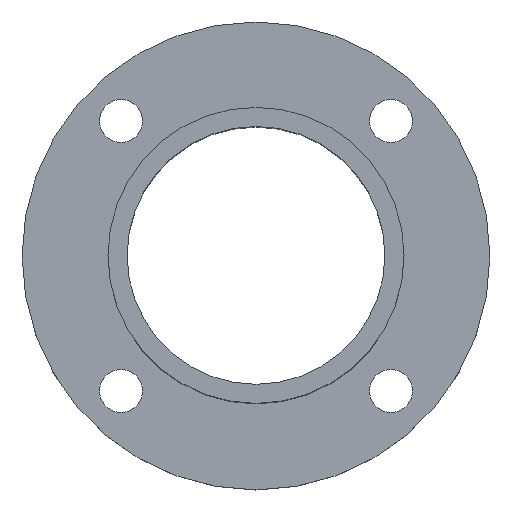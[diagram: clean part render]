
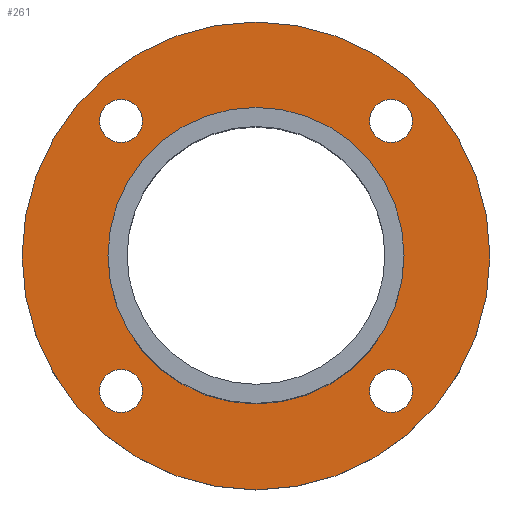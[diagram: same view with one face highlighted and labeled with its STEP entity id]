
A CAD part, top view. The second image highlights one B-rep face of the part: STEP entity #261.
In plain terms, the highlighted planar face has unit normal (0, 0, 1).
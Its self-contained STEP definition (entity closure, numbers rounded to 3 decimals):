
#8 = DIRECTION ( 'NONE',  ( 0., 0., 1. ) ) ;
#14 = VERTEX_POINT ( 'NONE', #404 ) ;
#17 = CARTESIAN_POINT ( 'NONE',  ( 0., 0., -27. ) ) ;
#25 = DIRECTION ( 'NONE',  ( 0., 0., 1. ) ) ;
#27 = FACE_BOUND ( 'NONE', #884, .T. ) ;
#32 = ORIENTED_EDGE ( 'NONE', *, *, #846, .F. ) ;
#37 = EDGE_CURVE ( 'NONE', #14, #69, #480, .T. ) ;
#39 = VERTEX_POINT ( 'NONE', #863 ) ;
#45 = CARTESIAN_POINT ( 'NONE',  ( -23.784, -28.284, -27. ) ) ;
#53 = VERTEX_POINT ( 'NONE', #785 ) ;
#54 = AXIS2_PLACEMENT_3D ( 'NONE', #316, #376, #111 ) ;
#56 = CIRCLE ( 'NONE', #457, 31. ) ;
#67 = CIRCLE ( 'NONE', #383, 4.5 ) ;
#69 = VERTEX_POINT ( 'NONE', #227 ) ;
#97 = DIRECTION ( 'NONE',  ( 0., 0., 1. ) ) ;
#109 = ORIENTED_EDGE ( 'NONE', *, *, #696, .F. ) ;
#111 = DIRECTION ( 'NONE',  ( 1., 0., 0. ) ) ;
#112 = AXIS2_PLACEMENT_3D ( 'NONE', #788, #697, #225 ) ;
#117 = CARTESIAN_POINT ( 'NONE',  ( -28.284, -28.284, -27. ) ) ;
#137 = EDGE_CURVE ( 'NONE', #53, #380, #879, .T. ) ;
#142 = CIRCLE ( 'NONE', #529, 4.5 ) ;
#144 = DIRECTION ( 'NONE',  ( 1., 0., 0. ) ) ;
#151 = EDGE_LOOP ( 'NONE', ( #109, #337 ) ) ;
#157 = CARTESIAN_POINT ( 'NONE',  ( -32.784, 28.284, -27. ) ) ;
#163 = VERTEX_POINT ( 'NONE', #157 ) ;
#176 = FACE_BOUND ( 'NONE', #836, .T. ) ;
#189 = DIRECTION ( 'NONE',  ( 0., 0., 1. ) ) ;
#212 = VERTEX_POINT ( 'NONE', #456 ) ;
#216 = ORIENTED_EDGE ( 'NONE', *, *, #137, .F. ) ;
#225 = DIRECTION ( 'NONE',  ( 1., 0., 0. ) ) ;
#227 = CARTESIAN_POINT ( 'NONE',  ( 23.784, 28.284, -27. ) ) ;
#230 = ORIENTED_EDGE ( 'NONE', *, *, #714, .F. ) ;
#234 = FACE_BOUND ( 'NONE', #575, .T. ) ;
#235 = CIRCLE ( 'NONE', #622, 4.5 ) ;
#250 = ORIENTED_EDGE ( 'NONE', *, *, #761, .F. ) ;
#254 = DIRECTION ( 'NONE',  ( 1., 0., 0. ) ) ;
#261 = ADVANCED_FACE ( 'NONE', ( #176, #648, #27, #741, #234, #392 ), #514, .T. ) ;
#292 = CARTESIAN_POINT ( 'NONE',  ( 28.284, -28.284, -27. ) ) ;
#293 = EDGE_CURVE ( 'NONE', #212, #163, #67, .T. ) ;
#296 = AXIS2_PLACEMENT_3D ( 'NONE', #408, #189, #537 ) ;
#302 = CARTESIAN_POINT ( 'NONE',  ( 28.284, 28.284, -27. ) ) ;
#313 = DIRECTION ( 'NONE',  ( 1., 0., 0. ) ) ;
#316 = CARTESIAN_POINT ( 'NONE',  ( -28.284, -28.284, -27. ) ) ;
#328 = EDGE_CURVE ( 'NONE', #454, #638, #694, .T. ) ;
#335 = CIRCLE ( 'NONE', #839, 4.5 ) ;
#337 = ORIENTED_EDGE ( 'NONE', *, *, #909, .F. ) ;
#376 = DIRECTION ( 'NONE',  ( 0., 0., 1. ) ) ;
#380 = VERTEX_POINT ( 'NONE', #685 ) ;
#383 = AXIS2_PLACEMENT_3D ( 'NONE', #535, #834, #604 ) ;
#386 = DIRECTION ( 'NONE',  ( 1., 0., 0. ) ) ;
#387 = DIRECTION ( 'NONE',  ( 0., 0., 1. ) ) ;
#392 = FACE_OUTER_BOUND ( 'NONE', #883, .T. ) ;
#404 = CARTESIAN_POINT ( 'NONE',  ( 32.784, 28.284, -27. ) ) ;
#408 = CARTESIAN_POINT ( 'NONE',  ( 0., 0., -27. ) ) ;
#411 = CIRCLE ( 'NONE', #112, 49. ) ;
#432 = CARTESIAN_POINT ( 'NONE',  ( 0., 0., -27. ) ) ;
#433 = CARTESIAN_POINT ( 'NONE',  ( 49., 0., -27. ) ) ;
#438 = CARTESIAN_POINT ( 'NONE',  ( 28.284, 28.284, -27. ) ) ;
#442 = DIRECTION ( 'NONE',  ( 0., 0., 1. ) ) ;
#450 = CARTESIAN_POINT ( 'NONE',  ( 28.284, -28.284, -27. ) ) ;
#452 = CARTESIAN_POINT ( 'NONE',  ( -31., 0., -27. ) ) ;
#454 = VERTEX_POINT ( 'NONE', #433 ) ;
#455 = CIRCLE ( 'NONE', #54, 4.5 ) ;
#456 = CARTESIAN_POINT ( 'NONE',  ( -23.784, 28.284, -27. ) ) ;
#457 = AXIS2_PLACEMENT_3D ( 'NONE', #432, #859, #699 ) ;
#477 = EDGE_CURVE ( 'NONE', #380, #53, #235, .T. ) ;
#480 = CIRCLE ( 'NONE', #856, 4.5 ) ;
#488 = DIRECTION ( 'NONE',  ( 1., 0., 0. ) ) ;
#492 = AXIS2_PLACEMENT_3D ( 'NONE', #292, #567, #488 ) ;
#509 = DIRECTION ( 'NONE',  ( 1., 0., 0. ) ) ;
#514 = PLANE ( 'NONE',  #798 ) ;
#529 = AXIS2_PLACEMENT_3D ( 'NONE', #302, #25, #509 ) ;
#535 = CARTESIAN_POINT ( 'NONE',  ( -28.284, 28.284, -27. ) ) ;
#537 = DIRECTION ( 'NONE',  ( 1., 0., 0. ) ) ;
#549 = CIRCLE ( 'NONE', #678, 31. ) ;
#567 = DIRECTION ( 'NONE',  ( 0., 0., 1. ) ) ;
#574 = CARTESIAN_POINT ( 'NONE',  ( -49., 0., -27. ) ) ;
#575 = EDGE_LOOP ( 'NONE', ( #32, #893 ) ) ;
#576 = ORIENTED_EDGE ( 'NONE', *, *, #328, .T. ) ;
#590 = EDGE_CURVE ( 'NONE', #638, #454, #411, .T. ) ;
#604 = DIRECTION ( 'NONE',  ( 1., 0., 0. ) ) ;
#622 = AXIS2_PLACEMENT_3D ( 'NONE', #450, #387, #313 ) ;
#631 = DIRECTION ( 'NONE',  ( 1., 0., 0. ) ) ;
#638 = VERTEX_POINT ( 'NONE', #574 ) ;
#646 = VERTEX_POINT ( 'NONE', #452 ) ;
#648 = FACE_BOUND ( 'NONE', #151, .T. ) ;
#671 = EDGE_LOOP ( 'NONE', ( #230, #824 ) ) ;
#674 = DIRECTION ( 'NONE',  ( 0., 0., 1. ) ) ;
#678 = AXIS2_PLACEMENT_3D ( 'NONE', #17, #8, #631 ) ;
#685 = CARTESIAN_POINT ( 'NONE',  ( 23.784, -28.284, -27. ) ) ;
#694 = CIRCLE ( 'NONE', #296, 49. ) ;
#696 = EDGE_CURVE ( 'NONE', #39, #747, #455, .T. ) ;
#697 = DIRECTION ( 'NONE',  ( 0., 0., 1. ) ) ;
#699 = DIRECTION ( 'NONE',  ( 1., 0., 0. ) ) ;
#711 = CARTESIAN_POINT ( 'NONE',  ( -28.284, 28.284, -27. ) ) ;
#714 = EDGE_CURVE ( 'NONE', #69, #14, #142, .T. ) ;
#716 = CARTESIAN_POINT ( 'NONE',  ( 31., 0., -27. ) ) ;
#721 = CIRCLE ( 'NONE', #840, 4.5 ) ;
#741 = FACE_BOUND ( 'NONE', #671, .T. ) ;
#747 = VERTEX_POINT ( 'NONE', #45 ) ;
#761 = EDGE_CURVE ( 'NONE', #163, #212, #335, .T. ) ;
#766 = EDGE_CURVE ( 'NONE', #646, #897, #549, .T. ) ;
#771 = ORIENTED_EDGE ( 'NONE', *, *, #293, .F. ) ;
#785 = CARTESIAN_POINT ( 'NONE',  ( 32.784, -28.284, -27. ) ) ;
#788 = CARTESIAN_POINT ( 'NONE',  ( 0., 0., -27. ) ) ;
#791 = DIRECTION ( 'NONE',  ( 0., 0., 1. ) ) ;
#798 = AXIS2_PLACEMENT_3D ( 'NONE', #800, #442, #254 ) ;
#800 = CARTESIAN_POINT ( 'NONE',  ( 0., 0., -27. ) ) ;
#806 = ORIENTED_EDGE ( 'NONE', *, *, #477, .F. ) ;
#824 = ORIENTED_EDGE ( 'NONE', *, *, #37, .F. ) ;
#834 = DIRECTION ( 'NONE',  ( 0., 0., 1. ) ) ;
#836 = EDGE_LOOP ( 'NONE', ( #250, #771 ) ) ;
#839 = AXIS2_PLACEMENT_3D ( 'NONE', #711, #791, #144 ) ;
#840 = AXIS2_PLACEMENT_3D ( 'NONE', #117, #674, #386 ) ;
#844 = DIRECTION ( 'NONE',  ( 1., 0., 0. ) ) ;
#846 = EDGE_CURVE ( 'NONE', #897, #646, #56, .T. ) ;
#856 = AXIS2_PLACEMENT_3D ( 'NONE', #438, #97, #844 ) ;
#859 = DIRECTION ( 'NONE',  ( 0., 0., 1. ) ) ;
#863 = CARTESIAN_POINT ( 'NONE',  ( -32.784, -28.284, -27. ) ) ;
#879 = CIRCLE ( 'NONE', #492, 4.5 ) ;
#883 = EDGE_LOOP ( 'NONE', ( #908, #576 ) ) ;
#884 = EDGE_LOOP ( 'NONE', ( #806, #216 ) ) ;
#893 = ORIENTED_EDGE ( 'NONE', *, *, #766, .F. ) ;
#897 = VERTEX_POINT ( 'NONE', #716 ) ;
#908 = ORIENTED_EDGE ( 'NONE', *, *, #590, .T. ) ;
#909 = EDGE_CURVE ( 'NONE', #747, #39, #721, .T. ) ;
